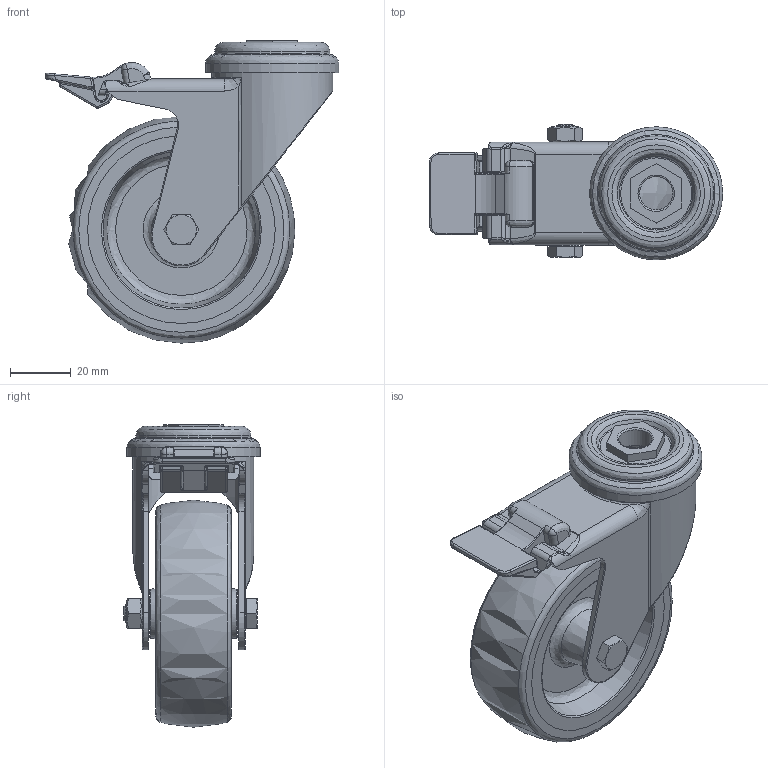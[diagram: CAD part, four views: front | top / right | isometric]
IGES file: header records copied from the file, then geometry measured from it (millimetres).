
Global section: file name: 517508ESD.stp.iam; native system: Autodesk Inventor 2014; preprocessor: unknown; author: zeman; date: 20151016.110555; units: millimetre
Bounding box: 96.95 x 44.97 x 99.9 mm (x, y, z)
Volume: 98542.1 mm3; surface area: 57139.8 mm2
Topology: 8 solids, 8 shells, 542 faces, 1406 edges, 868 vertices
Faces by surface type: plane 173, revolution 141, cylinder 135, bspline 61, sphere 19, cone 13
Full cylindrical faces by diameter (mm): 6 x1, 8 x1, 8.9 x1, 13 x1, 34 x1, 35 x1, 38 x1, 40 x1, 44 x1, 60 x1, 62 x2
